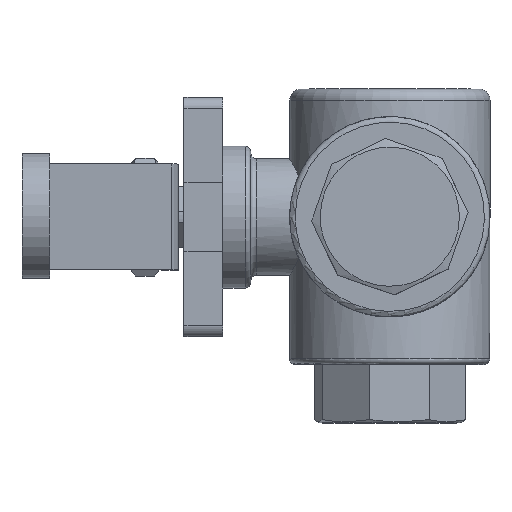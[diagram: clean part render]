
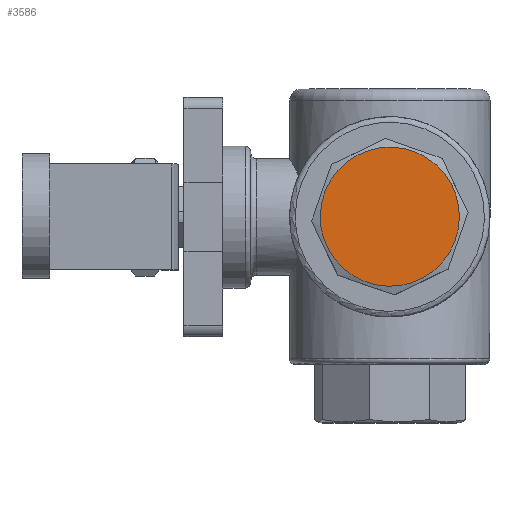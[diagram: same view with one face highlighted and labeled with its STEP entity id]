
A CAD part, top view. The second image highlights one B-rep face of the part: STEP entity #3586.
In plain terms, the highlighted planar face has unit normal (0, 0, 1).
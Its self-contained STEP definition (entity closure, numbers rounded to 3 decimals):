
#839=FACE_OUTER_BOUND('',#1028,.T.);
#1028=EDGE_LOOP('',(#2224));
#1238=CIRCLE('',#3797,12.5);
#1358=VERTEX_POINT('',#5083);
#1696=EDGE_CURVE('',#1358,#1358,#1238,.T.);
#2224=ORIENTED_EDGE('',*,*,#1696,.F.);
#3280=PLANE('',#3796);
#3586=ADVANCED_FACE('',(#839),#3280,.F.);
#3796=AXIS2_PLACEMENT_3D('',#5082,#4120,#4121);
#3797=AXIS2_PLACEMENT_3D('',#5084,#4122,#4123);
#4120=DIRECTION('center_axis',(0.,0.,
-1.));
#4121=DIRECTION('ref_axis',(-1.,0.,0.));
#4122=DIRECTION('center_axis',(0.,0.,
-1.));
#4123=DIRECTION('ref_axis',(0.745,-0.667,0.));
#5082=CARTESIAN_POINT('Origin',(0.,0.,
70.));
#5083=CARTESIAN_POINT('',(-9.313,8.337,70.));
#5084=CARTESIAN_POINT('Origin',(0.,0.,
70.));
